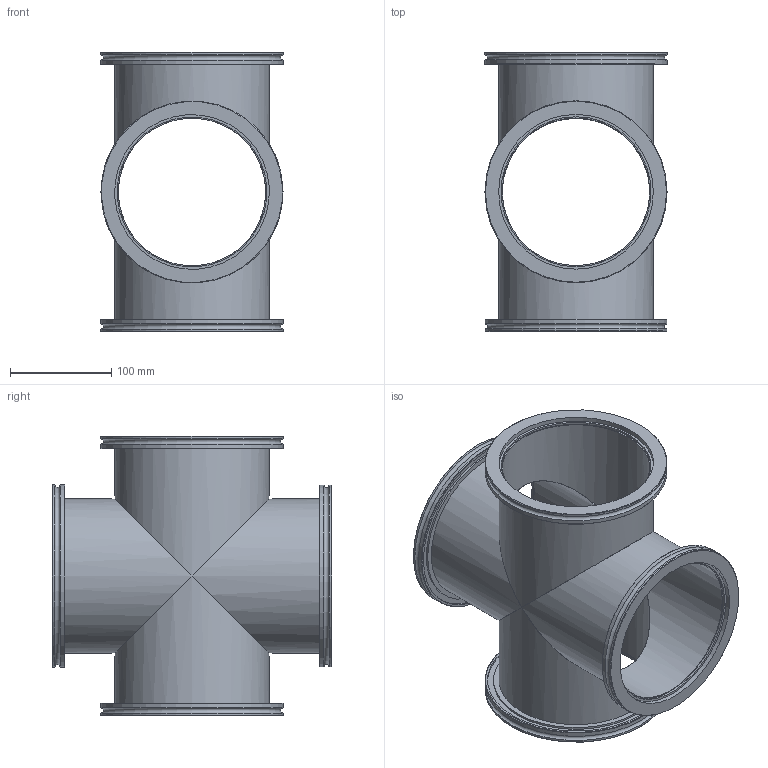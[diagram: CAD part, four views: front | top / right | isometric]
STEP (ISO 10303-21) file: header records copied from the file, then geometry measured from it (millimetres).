
FILE_DESCRIPTION(/* description */ (''),/* implementation_level */ '2;1');
FILE_NAME(/* name */ 'FL-4X160LF.stp',/* time_stamp */ '2021-02-17T14:18:20+00:00',/* author */ ('Paul'),/* organization */ (''),/* preprocessor_version */ 'ST-DEVELOPER v18.1',/* originating_system */ 'Autodesk Inventor 2021',/* authorisation */ '');
FILE_SCHEMA (('AUTOMOTIVE_DESIGN { 1 0 10303 214 3 1 1 }'));
Length unit declared in the file: millimetre
Products named in the file (3): FL-4X25KF; Tube; FL-160LF-W
Assembly tree (8 placements, depth 2):
  FL-4X25KF
    Tube  x4
    FL-160LF-W  x4
Bounding box: 180 x 276 x 276 mm (x, y, z)
Volume: 803835.9 mm3; surface area: 458212.5 mm2
Topology: 8 solids, 8 shells, 84 faces, 152 edges, 96 vertices
Faces by surface type: plane 36, cylinder 36, cone 8, torus 4
Full cylindrical faces by diameter (mm): 146 x4, 148.3 x4, 152.4 x4, 153 x8, 163 x4, 175 x4, 180 x8
Entity records: 686 total; most frequent: DIRECTION 127, CARTESIAN_POINT 94, ORIENTED_EDGE 76, AXIS2_PLACEMENT_3D 57, EDGE_CURVE 38, EDGE_LOOP 28, VERTEX_POINT 24, CIRCLE 21
